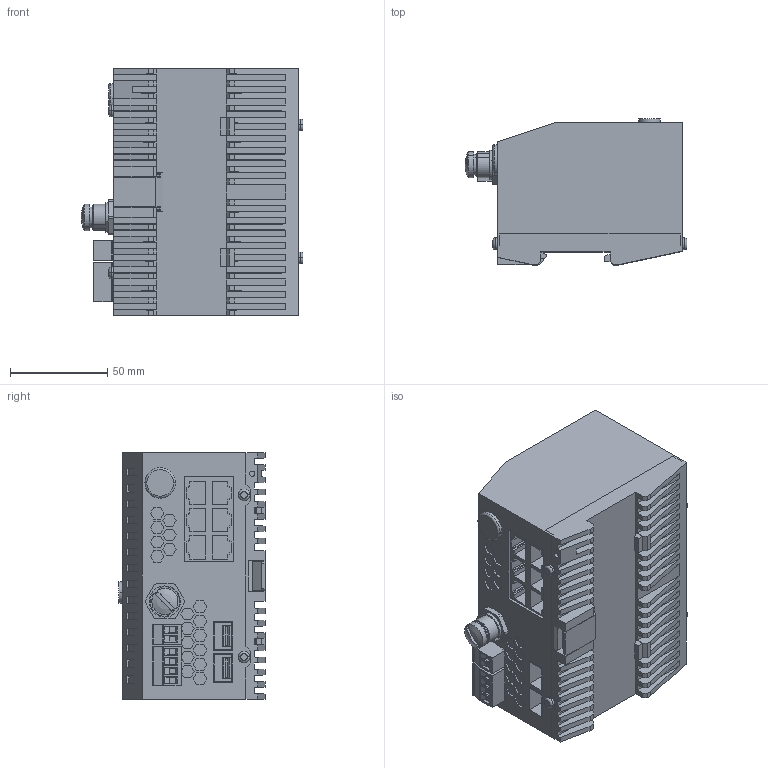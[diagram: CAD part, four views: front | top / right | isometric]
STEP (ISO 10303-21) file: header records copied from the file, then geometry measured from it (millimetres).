
FILE_DESCRIPTION(('SolidDesigner STEP Export'),'2;1');
FILE_NAME('2989323_FL_SWITCH_SMCS_6TX_2FSP-select.stp','2013-01-15T11:45:38',(''),(''),'Creo Elements/Direct Modeling STEP processor for AP214 (Solid Model)','Creo Elements/Direct Modeling 18.1 06-May-2012 (C) Parametric Technology GmbH','');
FILE_SCHEMA(('AUTOMOTIVE_DESIGN { 1 0 10303 214 1 1 1 1 }'));
Length unit declared in the file: millimetre
Products named in the file (4): MSTBT_2.5_4-ST_H.Select; MSTBT_2.5_2_ST_H.Select; FL_SWITCH_SMCS_6GT_2FSP; 2989323_FL_SWITCH_SMCS_6TX_2FSP-select
Assembly tree (3 placements, depth 2):
  2989323_FL_SWITCH_SMCS_6TX_2FSP-select
    FL_SWITCH_SMCS_6GT_2FSP
    MSTBT_2.5_2_ST_H.Select
    MSTBT_2.5_4-ST_H.Select
Bounding box: 114.12 x 75.1 x 127 mm (x, y, z)
Volume: 785286.1 mm3; surface area: 79403.7 mm2
Topology: 3 solids, 3 shells, 2159 faces, 5692 edges, 3804 vertices
Faces by surface type: plane 1958, cylinder 188, torus 10, sphere 2, cone 1
Entity records: 80444 total; most frequent: CARTESIAN_POINT 11409, ORIENTED_EDGE 11384, DIRECTION 9799, EDGE_CURVE 5692, VECTOR 5181, LINE 5181, VERTEX_POINT 3804, EDGE_LOOP 2426
